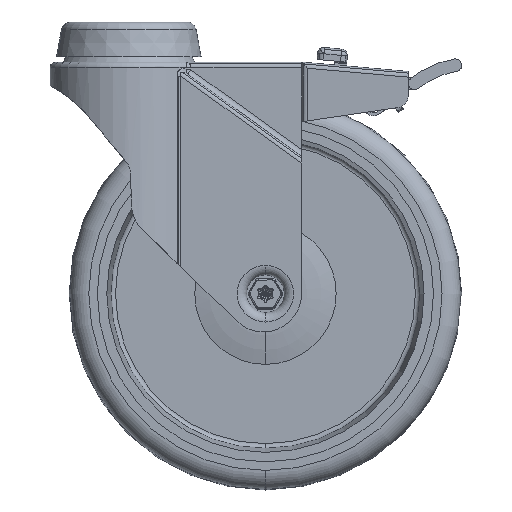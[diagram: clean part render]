
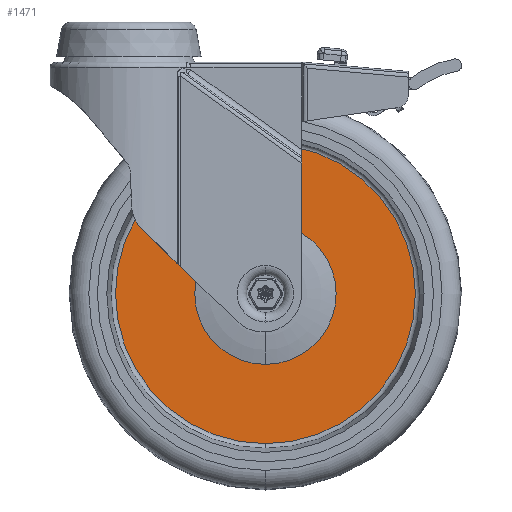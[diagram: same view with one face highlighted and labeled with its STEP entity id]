
A CAD part, front view. The second image highlights one B-rep face of the part: STEP entity #1471.
In plain terms, the highlighted planar face has unit normal (0, -1, 0).
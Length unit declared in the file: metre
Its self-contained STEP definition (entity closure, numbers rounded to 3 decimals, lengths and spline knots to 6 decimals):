
#1471=ADVANCED_FACE('',(#2617,#2618),#2619,.T.);
#2617=FACE_OUTER_BOUND('',#7977,.T.);
#2618=FACE_BOUND('',#7978,.T.);
#2619=PLANE('',#7979);
#7977=EDGE_LOOP('',(#19167,#19168,#19169));
#7978=EDGE_LOOP('',(#19170,#19171,#19172));
#7979=AXIS2_PLACEMENT_3D('',#19173,#19174,#19175);
#19167=ORIENTED_EDGE('',*,*,#21860,.F.);
#19168=ORIENTED_EDGE('',*,*,#21861,.F.);
#19169=ORIENTED_EDGE('',*,*,#21794,.F.);
#19170=ORIENTED_EDGE('',*,*,#21801,.T.);
#19171=ORIENTED_EDGE('',*,*,#21859,.T.);
#19172=ORIENTED_EDGE('',*,*,#21802,.T.);
#19173=CARTESIAN_POINT('',(-0.035112,-0.00275,0.0));
#19174=DIRECTION('',(0.,-1.0,0.0));
#19175=DIRECTION('',(1.0,0.,0.0));
#21794=EDGE_CURVE('',#24134,#24137,#24138,.T.);
#21801=EDGE_CURVE('',#24150,#24148,#24151,.T.);
#21802=EDGE_CURVE('',#24142,#24150,#24152,.T.);
#21859=EDGE_CURVE('',#24148,#24142,#24244,.T.);
#21860=EDGE_CURVE('',#24245,#24134,#24246,.T.);
#21861=EDGE_CURVE('',#24137,#24245,#24247,.T.);
#24134=VERTEX_POINT('',#29306);
#24137=VERTEX_POINT('',#29309);
#24138=CIRCLE('',#29310,0.047724);
#24142=VERTEX_POINT('',#29314);
#24148=VERTEX_POINT('',#29320);
#24150=VERTEX_POINT('',#29322);
#24151=CIRCLE('',#29323,0.0225);
#24152=CIRCLE('',#29324,0.0225);
#24244=CIRCLE('',#29428,0.0225);
#24245=VERTEX_POINT('',#29429);
#24246=CIRCLE('',#29430,0.047724);
#24247=CIRCLE('',#29431,0.047724);
#29306=CARTESIAN_POINT('',(0.,-0.00275,0.047724));
#29309=CARTESIAN_POINT('',(0.,-0.00275,-0.047724));
#29310=AXIS2_PLACEMENT_3D('',#41262,#41263,#41264);
#29314=CARTESIAN_POINT('',(0.,-0.00275,-0.0225));
#29320=CARTESIAN_POINT('',(0.,-0.00275,0.0225));
#29322=CARTESIAN_POINT('',(-0.0225,-0.00275,0.0));
#29323=AXIS2_PLACEMENT_3D('',#41283,#41284,#41285);
#29324=AXIS2_PLACEMENT_3D('',#41286,#41287,#41288);
#29428=AXIS2_PLACEMENT_3D('',#41433,#41434,#41435);
#29429=CARTESIAN_POINT('',(-0.047724,-0.00275,0.0));
#29430=AXIS2_PLACEMENT_3D('',#41436,#41437,#41438);
#29431=AXIS2_PLACEMENT_3D('',#41439,#41440,#41441);
#41262=CARTESIAN_POINT('',(0.,-0.00275,0.0));
#41263=DIRECTION('',(0.,1.0,0.0));
#41264=DIRECTION('',(-1.0,0.,0.0));
#41283=CARTESIAN_POINT('',(0.,-0.00275,0.0));
#41284=DIRECTION('',(0.,1.0,0.0));
#41285=DIRECTION('',(-1.0,0.,0.0));
#41286=CARTESIAN_POINT('',(0.,-0.00275,0.0));
#41287=DIRECTION('',(0.,1.0,0.0));
#41288=DIRECTION('',(-1.0,0.,0.0));
#41433=CARTESIAN_POINT('',(0.,-0.00275,0.0));
#41434=DIRECTION('',(0.,1.0,0.0));
#41435=DIRECTION('',(-1.0,0.,0.0));
#41436=CARTESIAN_POINT('',(0.,-0.00275,0.0));
#41437=DIRECTION('',(0.,1.0,0.0));
#41438=DIRECTION('',(-1.0,0.,0.0));
#41439=CARTESIAN_POINT('',(0.,-0.00275,0.0));
#41440=DIRECTION('',(0.,1.0,0.0));
#41441=DIRECTION('',(-1.0,0.,0.0));
